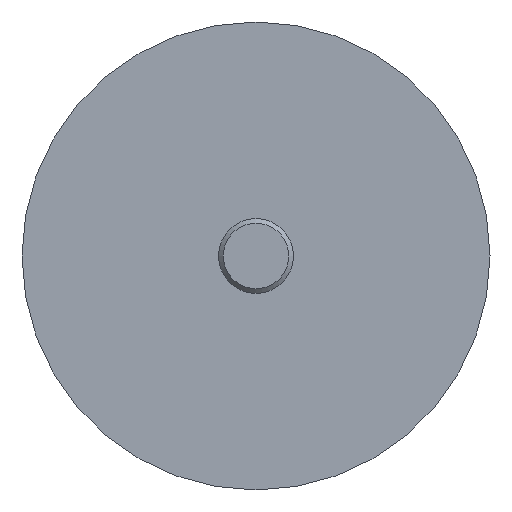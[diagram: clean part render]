
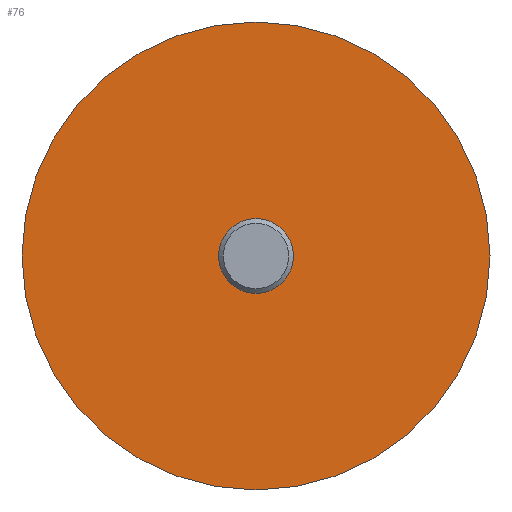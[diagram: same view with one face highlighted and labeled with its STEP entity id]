
A CAD part, left-side view. The second image highlights one B-rep face of the part: STEP entity #76.
In plain terms, the highlighted planar face has unit normal (-1, 0, 0).
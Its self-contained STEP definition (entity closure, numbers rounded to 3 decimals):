
#14=FACE_BOUND('',#30,.T.);
#18=PLANE('',#105);
#24=FACE_OUTER_BOUND('',#29,.T.);
#29=EDGE_LOOP('',(#63));
#30=EDGE_LOOP('',(#64));
#37=CIRCLE('',#101,4.);
#38=CIRCLE('',#104,25.);
#41=VERTEX_POINT('',#136);
#42=VERTEX_POINT('',#185);
#48=EDGE_CURVE('',#41,#41,#37,.T.);
#50=EDGE_CURVE('',#42,#42,#38,.T.);
#63=ORIENTED_EDGE('',*,*,#50,.F.);
#64=ORIENTED_EDGE('',*,*,#48,.T.);
#76=ADVANCED_FACE('',(#24,#14),#18,.T.);
#101=AXIS2_PLACEMENT_3D('',#138,#118,#119);
#104=AXIS2_PLACEMENT_3D('',#188,#124,#125);
#105=AXIS2_PLACEMENT_3D('',#189,#126,#127);
#118=DIRECTION('center_axis',(1.,0.,0.));
#119=DIRECTION('ref_axis',(0.,0.,-1.));
#124=DIRECTION('center_axis',(1.,0.,0.));
#125=DIRECTION('ref_axis',(0.,1.,0.));
#126=DIRECTION('center_axis',(-1.,0.,0.));
#127=DIRECTION('ref_axis',(0.,0.,1.));
#136=CARTESIAN_POINT('',(-20.385,4.59,4.));
#138=CARTESIAN_POINT('Origin',(-20.385,4.59,0.));
#185=CARTESIAN_POINT('',(-20.385,29.59,0.));
#188=CARTESIAN_POINT('Origin',(-20.385,4.59,0.));
#189=CARTESIAN_POINT('Origin',(-20.385,17.09,0.));
